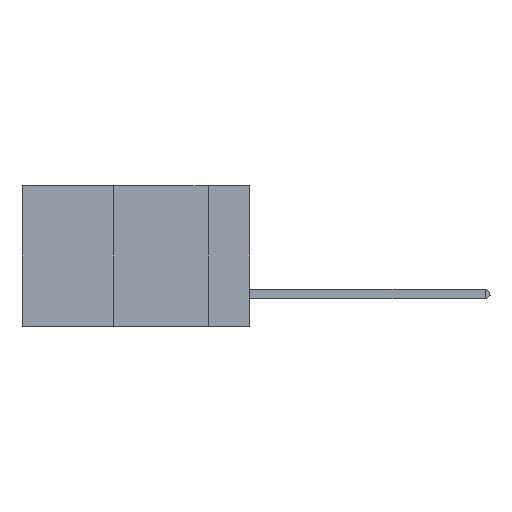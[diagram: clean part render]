
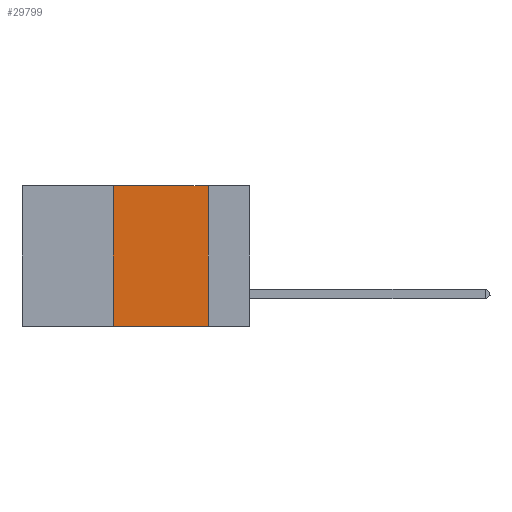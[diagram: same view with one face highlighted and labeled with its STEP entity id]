
A CAD part, left-side view. The second image highlights one B-rep face of the part: STEP entity #29799.
In plain terms, the highlighted planar face has unit normal (-1, 0, 0).
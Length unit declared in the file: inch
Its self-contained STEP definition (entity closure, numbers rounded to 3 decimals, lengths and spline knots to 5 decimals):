
#282 = LINE ( 'NONE', #7456, #43653 ) ;
#4772 = EDGE_CURVE ( 'NONE', #26277, #24424, #282, .T. ) ;
#4923 = PLANE ( 'NONE',  #19337 ) ;
#5148 = DIRECTION ( 'NONE',  ( 1., 0., 0. ) ) ;
#7456 = CARTESIAN_POINT ( 'NONE',  ( 0., 0.6, -0.37 ) ) ;
#8348 = CARTESIAN_POINT ( 'NONE',  ( 0., 0.11, 0. ) ) ;
#8523 = DIRECTION ( 'NONE',  ( 0., -1., 0. ) ) ;
#10344 = VERTEX_POINT ( 'NONE', #24526 ) ;
#13065 = EDGE_CURVE ( 'NONE', #10344, #19550, #40025, .T. ) ;
#15668 = DIRECTION ( 'NONE',  ( 0., 0., 1. ) ) ;
#18985 = EDGE_CURVE ( 'NONE', #19550, #24424, #19673, .T. ) ;
#19033 = CARTESIAN_POINT ( 'NONE',  ( 0., 0.6, 0. ) ) ;
#19337 = AXIS2_PLACEMENT_3D ( 'NONE', #19033, #5148, #39675 ) ;
#19366 = LINE ( 'NONE', #39770, #33052 ) ;
#19550 = VERTEX_POINT ( 'NONE', #26585 ) ;
#19673 = LINE ( 'NONE', #8348, #35774 ) ;
#24424 = VERTEX_POINT ( 'NONE', #40731 ) ;
#24526 = CARTESIAN_POINT ( 'NONE',  ( 0., 0.36, 0. ) ) ;
#25677 = CARTESIAN_POINT ( 'NONE',  ( 0., 0.6, 0. ) ) ;
#26277 = VERTEX_POINT ( 'NONE', #39538 ) ;
#26585 = CARTESIAN_POINT ( 'NONE',  ( 0., 0.11, 0. ) ) ;
#26605 = ORIENTED_EDGE ( 'NONE', *, *, #4772, .T. ) ;
#29799 = ADVANCED_FACE ( 'NONE', ( #40123 ), #4923, .F. ) ;
#30043 = ORIENTED_EDGE ( 'NONE', *, *, #45473, .F. ) ;
#32218 = EDGE_LOOP ( 'NONE', ( #42935, #32735, #30043, #26605 ) ) ;
#32735 = ORIENTED_EDGE ( 'NONE', *, *, #13065, .F. ) ;
#33052 = VECTOR ( 'NONE', #15668, 39.37008 ) ;
#35774 = VECTOR ( 'NONE', #37282, 39.37008 ) ;
#36959 = VECTOR ( 'NONE', #8523, 39.37008 ) ;
#37282 = DIRECTION ( 'NONE',  ( 0., 0., -1. ) ) ;
#39538 = CARTESIAN_POINT ( 'NONE',  ( 0., 0.36, -0.37 ) ) ;
#39675 = DIRECTION ( 'NONE',  ( 0., 0., -1. ) ) ;
#39770 = CARTESIAN_POINT ( 'NONE',  ( 0., 0.36, 0. ) ) ;
#39856 = DIRECTION ( 'NONE',  ( 0., -1., 0. ) ) ;
#40025 = LINE ( 'NONE', #25677, #36959 ) ;
#40123 = FACE_OUTER_BOUND ( 'NONE', #32218, .T. ) ;
#40731 = CARTESIAN_POINT ( 'NONE',  ( 0., 0.11, -0.37 ) ) ;
#42935 = ORIENTED_EDGE ( 'NONE', *, *, #18985, .F. ) ;
#43653 = VECTOR ( 'NONE', #39856, 39.37008 ) ;
#45473 = EDGE_CURVE ( 'NONE', #26277, #10344, #19366, .T. ) ;
